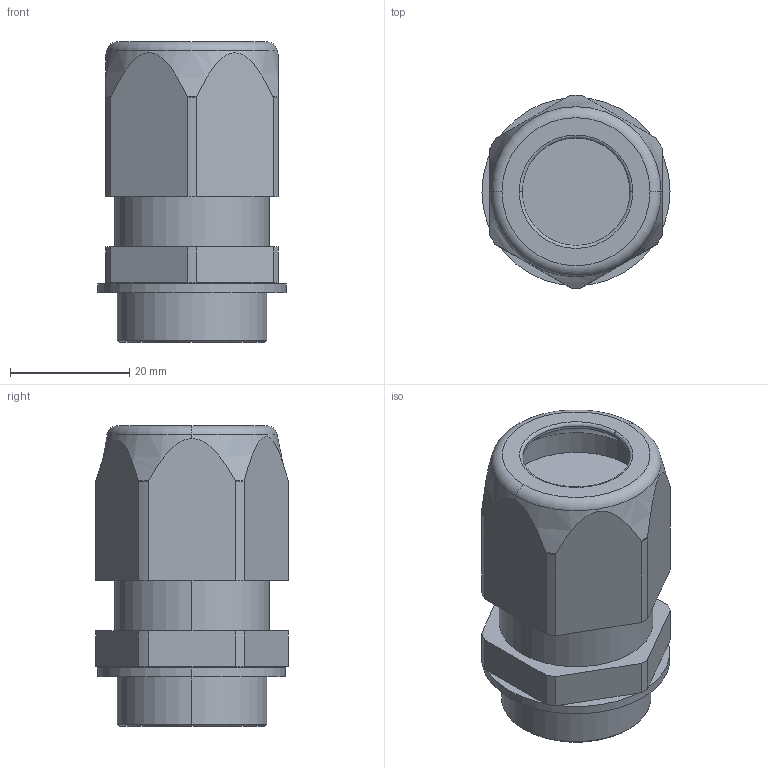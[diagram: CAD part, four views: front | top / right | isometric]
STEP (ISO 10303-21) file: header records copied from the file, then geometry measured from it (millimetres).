
FILE_DESCRIPTION(('CATIA V5 STEP Exchange','CAx-IF Rec.Pracs.--- Model Styling and Organization---1.4--- 2014-01-23'),'2;1');
FILE_NAME ('1210972-2_1_2722130000_2722130000.stp','2020-05-22T07:46:29+00:00',('none'),('Weidmueller'),'CATIA Version 5-6 Release 2016 SP3 HF44','CATIA V5 STEP AP214','none');
FILE_SCHEMA(('AUTOMOTIVE_DESIGN { 1 0 10303 214 1 1 1 1 }'));
Length unit declared in the file: millimetre
Products named in the file (1): 2722130000_VG M25 EXE 12-17 SI7J G4
Bounding box: 31.5 x 32.29 x 50.38 mm (x, y, z)
Volume: 20552.7 mm3; surface area: 13687.5 mm2
Topology: 4 solids, 4 shells, 79 faces, 184 edges, 118 vertices
Faces by surface type: cylinder 32, plane 25, torus 12, cone 10
Entity records: 2243 total; most frequent: CARTESIAN_POINT 564, ORIENTED_EDGE 368, DIRECTION 260, EDGE_CURVE 184, AXIS2_PLACEMENT_3D 141, VERTEX_POINT 118, CIRCLE 92, EDGE_LOOP 90
